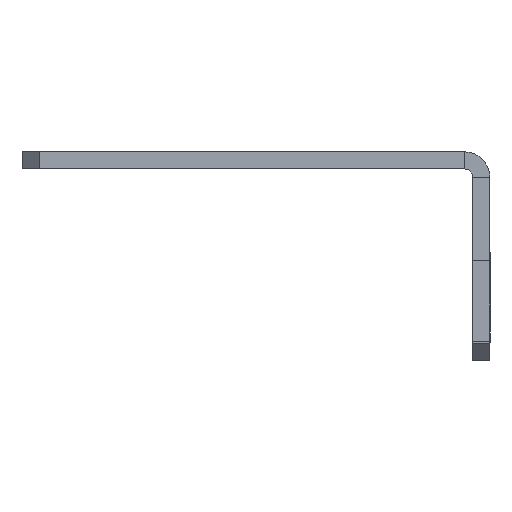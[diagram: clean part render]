
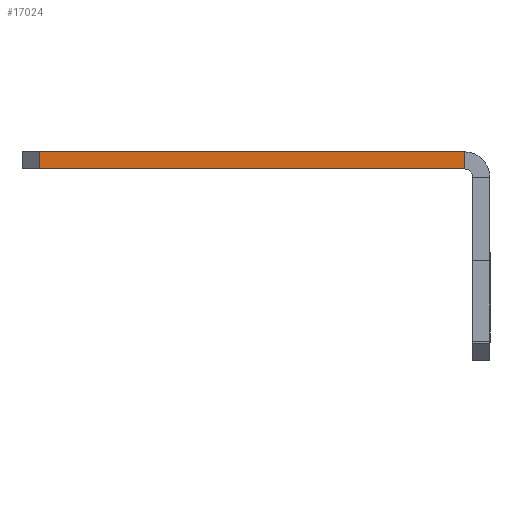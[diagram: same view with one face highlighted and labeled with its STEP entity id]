
A CAD part, front view. The second image highlights one B-rep face of the part: STEP entity #17024.
In plain terms, the highlighted planar face has unit normal (0, -1, 0).
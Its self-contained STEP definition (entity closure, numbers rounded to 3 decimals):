
#173 = CARTESIAN_POINT ( 'NONE',  ( -53., -847., 12.25 ) ) ;
#559 = VERTEX_POINT ( 'NONE', #173 ) ;
#1697 = VECTOR ( 'NONE', #19149, 1000. ) ;
#2748 = ORIENTED_EDGE ( 'NONE', *, *, #14828, .T. ) ;
#2906 = CARTESIAN_POINT ( 'NONE',  ( 0., -847., 10.25 ) ) ;
#3814 = LINE ( 'NONE', #19897, #1697 ) ;
#9496 = AXIS2_PLACEMENT_3D ( 'NONE', #17863, #19452, #9563 ) ;
#9563 = DIRECTION ( 'NONE',  ( 0., 0., -1. ) ) ;
#9568 = EDGE_LOOP ( 'NONE', ( #2748, #24630, #21075, #20038 ) ) ;
#9681 = EDGE_CURVE ( 'NONE', #559, #15419, #22626, .T. ) ;
#9815 = CARTESIAN_POINT ( 'NONE',  ( -3., -847., 12.25 ) ) ;
#10434 = CARTESIAN_POINT ( 'NONE',  ( -3., -847., 10.25 ) ) ;
#10633 = DIRECTION ( 'NONE',  ( 0., 0., -1. ) ) ;
#11335 = EDGE_CURVE ( 'NONE', #19720, #15419, #21103, .T. ) ;
#11575 = DIRECTION ( 'NONE',  ( -1., 0., 0. ) ) ;
#12129 = VECTOR ( 'NONE', #11575, 1000. ) ;
#12139 = LINE ( 'NONE', #16095, #14311 ) ;
#14028 = EDGE_CURVE ( 'NONE', #19720, #15714, #12139, .T. ) ;
#14311 = VECTOR ( 'NONE', #18076, 1000. ) ;
#14331 = CARTESIAN_POINT ( 'NONE',  ( -53., -847., 12.25 ) ) ;
#14828 = EDGE_CURVE ( 'NONE', #15714, #559, #3814, .T. ) ;
#15419 = VERTEX_POINT ( 'NONE', #22089 ) ;
#15714 = VERTEX_POINT ( 'NONE', #9815 ) ;
#16095 = CARTESIAN_POINT ( 'NONE',  ( -3., -847., 12.25 ) ) ;
#17024 = ADVANCED_FACE ( 'NONE', ( #17474 ), #23538, .T. ) ;
#17474 = FACE_OUTER_BOUND ( 'NONE', #9568, .T. ) ;
#17863 = CARTESIAN_POINT ( 'NONE',  ( -55., -847., 12.25 ) ) ;
#18076 = DIRECTION ( 'NONE',  ( 0., 0., 1. ) ) ;
#19149 = DIRECTION ( 'NONE',  ( -1., 0., 0. ) ) ;
#19452 = DIRECTION ( 'NONE',  ( 0., -1., 0. ) ) ;
#19720 = VERTEX_POINT ( 'NONE', #10434 ) ;
#19897 = CARTESIAN_POINT ( 'NONE',  ( -55., -847., 12.25 ) ) ;
#20038 = ORIENTED_EDGE ( 'NONE', *, *, #14028, .T. ) ;
#21075 = ORIENTED_EDGE ( 'NONE', *, *, #11335, .F. ) ;
#21103 = LINE ( 'NONE', #2906, #12129 ) ;
#22089 = CARTESIAN_POINT ( 'NONE',  ( -53., -847., 10.25 ) ) ;
#22143 = VECTOR ( 'NONE', #10633, 1000. ) ;
#22626 = LINE ( 'NONE', #14331, #22143 ) ;
#23538 = PLANE ( 'NONE',  #9496 ) ;
#24630 = ORIENTED_EDGE ( 'NONE', *, *, #9681, .T. ) ;
